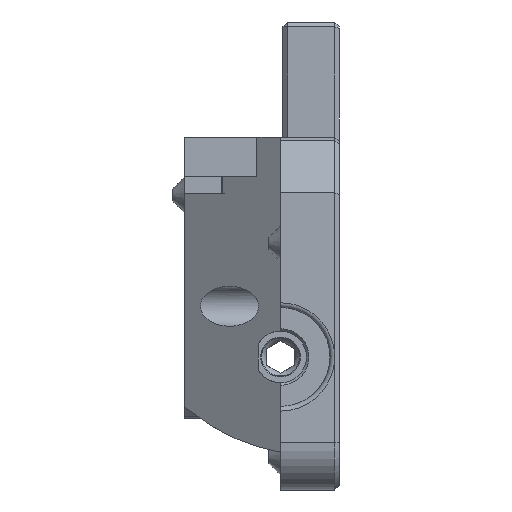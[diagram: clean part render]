
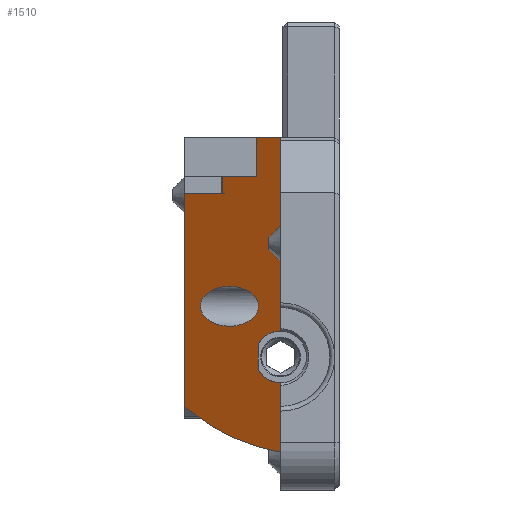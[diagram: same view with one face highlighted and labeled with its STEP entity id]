
A CAD part, left-side view. The second image highlights one B-rep face of the part: STEP entity #1510.
In plain terms, the highlighted planar face has unit normal (-0.823, 0.569, 0).
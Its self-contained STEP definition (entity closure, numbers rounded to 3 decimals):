
#363 = VERTEX_POINT('',#364);
#364 = CARTESIAN_POINT('',(227.05,-145.071,39.8));
#370 = EDGE_CURVE('',#371,#363,#373,.T.);
#371 = VERTEX_POINT('',#372);
#372 = CARTESIAN_POINT('',(227.05,-145.071,23.35));
#373 = LINE('',#374,#375);
#374 = CARTESIAN_POINT('',(227.05,-145.071,23.35));
#375 = VECTOR('',#376,1.);
#376 = DIRECTION('',(0.,0.,1.));
#1389 = VERTEX_POINT('',#1390);
#1390 = CARTESIAN_POINT('',(228.439,-143.061,39.8));
#1396 = EDGE_CURVE('',#1389,#363,#1397,.T.);
#1397 = LINE('',#1398,#1399);
#1398 = CARTESIAN_POINT('',(228.439,-143.061,39.8));
#1399 = VECTOR('',#1400,1.);
#1400 = DIRECTION('',(-0.569,-0.823,0.));
#1510 = ADVANCED_FACE('',(#1511,#1604),#1615,.T.);
#1511 = FACE_BOUND('',#1512,.T.);
#1512 = EDGE_LOOP('',(#1513,#1523,#1531,#1540,#1548,#1557,#1565,#1572,
    #1573,#1574,#1582,#1590,#1598));
#1513 = ORIENTED_EDGE('',*,*,#1514,.T.);
#1514 = EDGE_CURVE('',#1515,#1517,#1519,.T.);
#1515 = VERTEX_POINT('',#1516);
#1516 = CARTESIAN_POINT('',(232.696,-136.901,35.002));
#1517 = VERTEX_POINT('',#1518);
#1518 = CARTESIAN_POINT('',(232.696,-136.901,16.903));
#1519 = LINE('',#1520,#1521);
#1520 = CARTESIAN_POINT('',(232.696,-136.901,35.002));
#1521 = VECTOR('',#1522,1.);
#1522 = DIRECTION('',(0.,0.,-1.));
#1523 = ORIENTED_EDGE('',*,*,#1524,.T.);
#1524 = EDGE_CURVE('',#1517,#1525,#1527,.T.);
#1525 = VERTEX_POINT('',#1526);
#1526 = CARTESIAN_POINT('',(230.976,-139.39,
    15.184));
#1527 = LINE('',#1528,#1529);
#1528 = CARTESIAN_POINT('',(232.696,-136.901,16.903));
#1529 = VECTOR('',#1530,1.);
#1530 = DIRECTION('',(-0.494,-0.715,-0.494));
#1531 = ORIENTED_EDGE('',*,*,#1532,.T.);
#1532 = EDGE_CURVE('',#1525,#1533,#1535,.T.);
#1533 = VERTEX_POINT('',#1534);
#1534 = CARTESIAN_POINT('',(227.05,-145.071,
    13.058));
#1535 = ELLIPSE('',#1536,16.75,9.523);
#1536 = AXIS2_PLACEMENT_3D('',#1537,#1538,#1539);
#1537 = CARTESIAN_POINT('',(224.606,-148.608,
    22.261));
#1538 = DIRECTION('',(-0.823,0.569,0.));
#1539 = DIRECTION('',(0.569,0.823,0.));
#1540 = ORIENTED_EDGE('',*,*,#1541,.T.);
#1541 = EDGE_CURVE('',#1533,#1542,#1544,.T.);
#1542 = VERTEX_POINT('',#1543);
#1543 = CARTESIAN_POINT('',(227.05,-145.071,18.95));
#1544 = LINE('',#1545,#1546);
#1545 = CARTESIAN_POINT('',(227.05,-145.071,13.058));
#1546 = VECTOR('',#1547,1.);
#1547 = DIRECTION('',(0.,0.,1.));
#1548 = ORIENTED_EDGE('',*,*,#1549,.T.);
#1549 = EDGE_CURVE('',#1542,#1550,#1552,.T.);
#1550 = VERTEX_POINT('',#1551);
#1551 = CARTESIAN_POINT('',(228.35,-143.19,
    20.009));
#1552 = ELLIPSE('',#1553,2.674,2.2);
#1553 = AXIS2_PLACEMENT_3D('',#1554,#1555,#1556);
#1554 = CARTESIAN_POINT('',(227.05,-145.071,
    21.15));
#1555 = DIRECTION('',(0.823,-0.569,0.)
  );
#1556 = DIRECTION('',(0.569,0.823,0.));
#1557 = ORIENTED_EDGE('',*,*,#1558,.T.);
#1558 = EDGE_CURVE('',#1550,#1559,#1561,.T.);
#1559 = VERTEX_POINT('',#1560);
#1560 = CARTESIAN_POINT('',(228.35,-143.19,
    22.291));
#1561 = LINE('',#1562,#1563);
#1562 = CARTESIAN_POINT('',(228.35,-143.19,20.009));
#1563 = VECTOR('',#1564,1.);
#1564 = DIRECTION('',(0.,0.,1.));
#1565 = ORIENTED_EDGE('',*,*,#1566,.T.);
#1566 = EDGE_CURVE('',#1559,#371,#1567,.T.);
#1567 = ELLIPSE('',#1568,2.674,2.2);
#1568 = AXIS2_PLACEMENT_3D('',#1569,#1570,#1571);
#1569 = CARTESIAN_POINT('',(227.05,-145.071,
    21.15));
#1570 = DIRECTION('',(0.823,-0.569,0.)
  );
#1571 = DIRECTION('',(0.569,0.823,0.));
#1572 = ORIENTED_EDGE('',*,*,#370,.T.);
#1573 = ORIENTED_EDGE('',*,*,#1396,.F.);
#1574 = ORIENTED_EDGE('',*,*,#1575,.T.);
#1575 = EDGE_CURVE('',#1389,#1576,#1578,.T.);
#1576 = VERTEX_POINT('',#1577);
#1577 = CARTESIAN_POINT('',(228.439,-143.061,36.45));
#1578 = LINE('',#1579,#1580);
#1579 = CARTESIAN_POINT('',(228.439,-143.061,39.8));
#1580 = VECTOR('',#1581,1.);
#1581 = DIRECTION('',(0.,0.,-1.));
#1582 = ORIENTED_EDGE('',*,*,#1583,.T.);
#1583 = EDGE_CURVE('',#1576,#1584,#1586,.T.);
#1584 = VERTEX_POINT('',#1585);
#1585 = CARTESIAN_POINT('',(230.485,-140.101,36.45));
#1586 = LINE('',#1587,#1588);
#1587 = CARTESIAN_POINT('',(228.439,-143.061,36.45));
#1588 = VECTOR('',#1589,1.);
#1589 = DIRECTION('',(0.569,0.823,0.));
#1590 = ORIENTED_EDGE('',*,*,#1591,.T.);
#1591 = EDGE_CURVE('',#1584,#1592,#1594,.T.);
#1592 = VERTEX_POINT('',#1593);
#1593 = CARTESIAN_POINT('',(230.485,-140.101,35.002));
#1594 = LINE('',#1595,#1596);
#1595 = CARTESIAN_POINT('',(230.485,-140.101,36.45));
#1596 = VECTOR('',#1597,1.);
#1597 = DIRECTION('',(0.,0.,-1.));
#1598 = ORIENTED_EDGE('',*,*,#1599,.T.);
#1599 = EDGE_CURVE('',#1592,#1515,#1600,.T.);
#1600 = LINE('',#1601,#1602);
#1601 = CARTESIAN_POINT('',(230.485,-140.101,35.002));
#1602 = VECTOR('',#1603,1.);
#1603 = DIRECTION('',(0.569,0.823,0.));
#1604 = FACE_BOUND('',#1605,.T.);
#1605 = EDGE_LOOP('',(#1606));
#1606 = ORIENTED_EDGE('',*,*,#1607,.T.);
#1607 = EDGE_CURVE('',#1608,#1608,#1610,.T.);
#1608 = VERTEX_POINT('',#1609);
#1609 = CARTESIAN_POINT('',(230.05,-140.73,23.75));
#1610 = ELLIPSE('',#1611,2.99,1.7);
#1611 = AXIS2_PLACEMENT_3D('',#1612,#1613,#1614);
#1612 = CARTESIAN_POINT('',(230.05,-140.73,25.45));
#1613 = DIRECTION('',(0.823,-0.569,0.));
#1614 = DIRECTION('',(0.569,0.823,0.));
#1615 = PLANE('',#1616);
#1616 = AXIS2_PLACEMENT_3D('',#1617,#1618,#1619);
#1617 = CARTESIAN_POINT('',(233.05,-136.389,21.15));
#1618 = DIRECTION('',(-0.823,0.569,0.));
#1619 = DIRECTION('',(-0.569,-0.823,0.));
